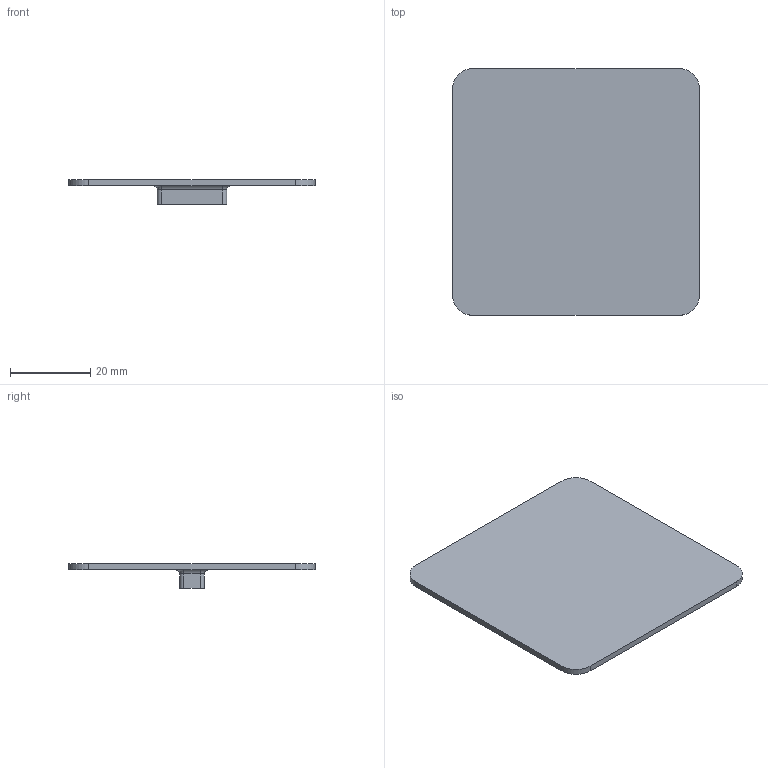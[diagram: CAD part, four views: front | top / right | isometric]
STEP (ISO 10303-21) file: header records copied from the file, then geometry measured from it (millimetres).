
FILE_DESCRIPTION (( 'STEP AP214' ), '1' );
FILE_NAME ('3x3-Actuation-Plate.STEP', '2021-11-15T13:18:40', ( '' ), ( '' ), 'SwSTEP 2.0', 'SolidWorks 2020', '' );
FILE_SCHEMA (( 'AUTOMOTIVE_DESIGN' ));
Length unit declared in the file: millimetre
Products named in the file (1): 3x3-Actuation-Plate
Bounding box: 61.5 x 61.5 x 6 mm (x, y, z)
Volume: 5857.9 mm3; surface area: 8236.3 mm2
Topology: 1 solids, 1 shells, 40 faces, 100 edges, 64 vertices
Faces by surface type: plane 24, cylinder 12, torus 4
Entity records: 1222 total; most frequent: DIRECTION 210, CARTESIAN_POINT 205, ORIENTED_EDGE 200, EDGE_CURVE 100, VECTOR 72, LINE 72, AXIS2_PLACEMENT_3D 69, VERTEX_POINT 64
